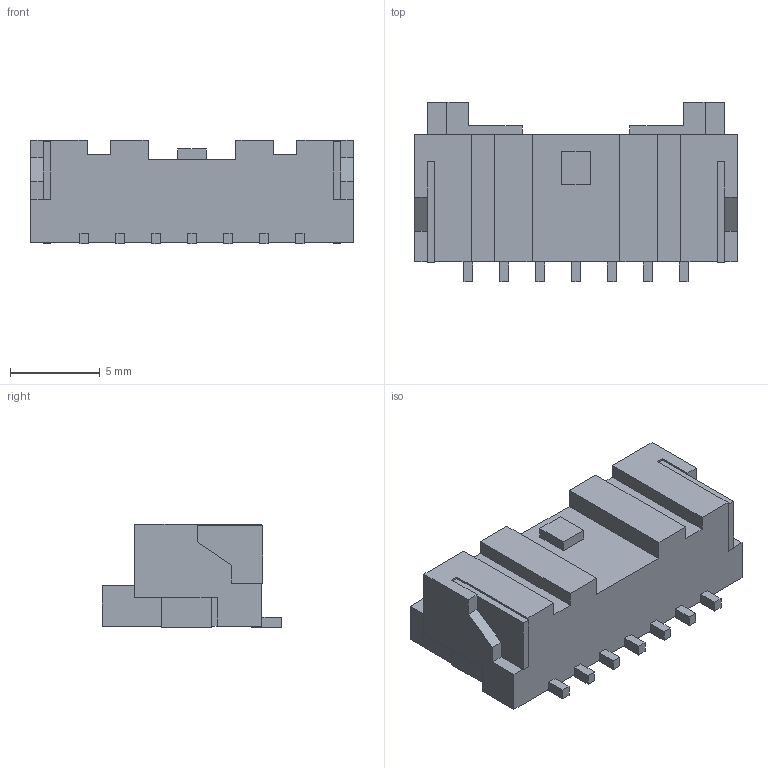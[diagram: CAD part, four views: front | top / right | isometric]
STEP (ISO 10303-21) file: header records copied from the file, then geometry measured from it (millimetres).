
FILE_DESCRIPTION(/* description */ (''),/* implementation_level */ '2;1');
FILE_NAME(/* name */ 'SM07B-PASS-TB .step',/* time_stamp */ '2021-02-25T04:10:56-08:00',/* author */ (''),/* organization */ (''),/* preprocessor_version */ 'ST-DEVELOPER v18.1',/* originating_system */ 'Autodesk Translation Framework v9.7.1.1290',/* authorisation */ '');
FILE_SCHEMA (('AUTOMOTIVE_DESIGN { 1 0 10303 214 3 1 1 }'));
Length unit declared in the file: millimetre
Products named in the file (1): SM07B-PASS-TB
Bounding box: 18 x 10 x 5.8 mm (x, y, z)
Volume: 501 mm3; surface area: 837.6 mm2
Topology: 1 solids, 1 shells, 170 faces, 474 edges, 314 vertices
Faces by surface type: plane 170
Entity records: 5554 total; most frequent: CARTESIAN_POINT 959, ORIENTED_EDGE 948, DIRECTION 816, LINE 474, VECTOR 474, EDGE_CURVE 474, VERTEX_POINT 314, EDGE_LOOP 178
